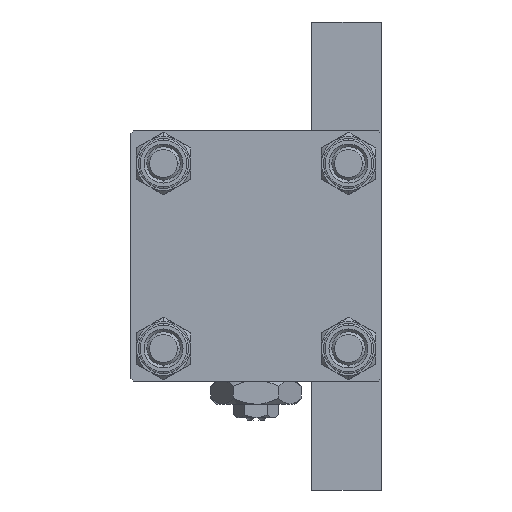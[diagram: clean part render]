
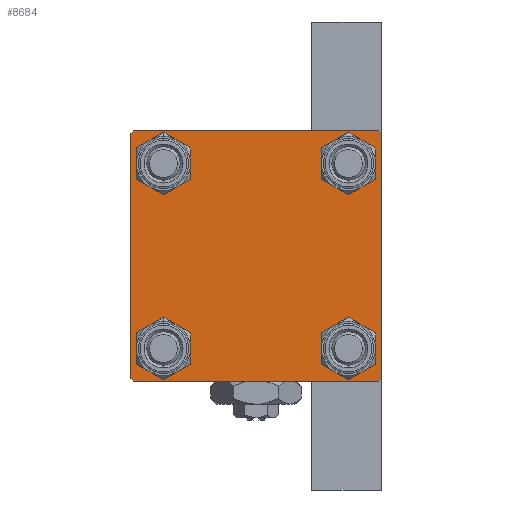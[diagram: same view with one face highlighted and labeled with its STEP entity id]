
A CAD part, left-side view. The second image highlights one B-rep face of the part: STEP entity #8684.
In plain terms, the highlighted planar face has unit normal (-1, 0, 0).
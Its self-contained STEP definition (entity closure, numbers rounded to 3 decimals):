
#124 = ORIENTED_EDGE ( 'NONE', *, *, #39538, .T. ) ;
#570 = CARTESIAN_POINT ( 'NONE',  ( 0., 22., -22.5 ) ) ;
#636 = DIRECTION ( 'NONE',  ( 0., 0., 1. ) ) ;
#1455 = EDGE_CURVE ( 'NONE', #21479, #24750, #12601, .T. ) ;
#1861 = EDGE_CURVE ( 'NONE', #46710, #43490, #22537, .T. ) ;
#2185 = AXIS2_PLACEMENT_3D ( 'NONE', #28374, #36663, #21304 ) ;
#3134 = CARTESIAN_POINT ( 'NONE',  ( 0., -16.6, 16.6 ) ) ;
#3245 = ORIENTED_EDGE ( 'NONE', *, *, #46737, .T. ) ;
#3458 = FACE_BOUND ( 'NONE', #18588, .T. ) ;
#3836 = ORIENTED_EDGE ( 'NONE', *, *, #31397, .T. ) ;
#3932 = ORIENTED_EDGE ( 'NONE', *, *, #48353, .F. ) ;
#4026 = VECTOR ( 'NONE', #27955, 1000. ) ;
#4309 = ORIENTED_EDGE ( 'NONE', *, *, #1455, .F. ) ;
#4858 = DIRECTION ( 'NONE',  ( 0., 0.707, -0.707 ) ) ;
#5159 = VERTEX_POINT ( 'NONE', #38698 ) ;
#5806 = AXIS2_PLACEMENT_3D ( 'NONE', #26849, #34634, #636 ) ;
#6656 = ORIENTED_EDGE ( 'NONE', *, *, #15702, .T. ) ;
#7083 = EDGE_CURVE ( 'NONE', #22752, #42566, #32050, .T. ) ;
#7257 = LINE ( 'NONE', #19065, #11350 ) ;
#7616 = ORIENTED_EDGE ( 'NONE', *, *, #19430, .T. ) ;
#7824 = CARTESIAN_POINT ( 'NONE',  ( 0., 16.6, -16.6 ) ) ;
#8522 = ORIENTED_EDGE ( 'NONE', *, *, #7083, .T. ) ;
#8577 = CARTESIAN_POINT ( 'NONE',  ( 0., -22.5, 22.5 ) ) ;
#8597 = VERTEX_POINT ( 'NONE', #12799 ) ;
#8684 = ADVANCED_FACE ( 'NONE', ( #36697, #13294, #28656, #3458, #29905 ), #18308, .T. ) ;
#8858 = AXIS2_PLACEMENT_3D ( 'NONE', #11001, #45709, #38179 ) ;
#10081 = VECTOR ( 'NONE', #30173, 1000. ) ;
#11001 = CARTESIAN_POINT ( 'NONE',  ( 0., -16.6, -16.6 ) ) ;
#11260 = CARTESIAN_POINT ( 'NONE',  ( 0., 0., 0. ) ) ;
#11350 = VECTOR ( 'NONE', #41736, 1000. ) ;
#11517 = AXIS2_PLACEMENT_3D ( 'NONE', #11260, #41713, #15261 ) ;
#12496 = VERTEX_POINT ( 'NONE', #16344 ) ;
#12601 = LINE ( 'NONE', #8577, #4026 ) ;
#12651 = CIRCLE ( 'NONE', #2185, 3.5 ) ;
#12799 = CARTESIAN_POINT ( 'NONE',  ( 0., 22.5, -22. ) ) ;
#13294 = FACE_BOUND ( 'NONE', #49388, .T. ) ;
#13903 = CIRCLE ( 'NONE', #15472, 3.5 ) ;
#13990 = CARTESIAN_POINT ( 'NONE',  ( 0., -22.5, -22. ) ) ;
#14449 = ORIENTED_EDGE ( 'NONE', *, *, #24258, .T. ) ;
#14475 = CIRCLE ( 'NONE', #42596, 3.5 ) ;
#15076 = VERTEX_POINT ( 'NONE', #16008 ) ;
#15261 = DIRECTION ( 'NONE',  ( 0., 0., 1. ) ) ;
#15472 = AXIS2_PLACEMENT_3D ( 'NONE', #41476, #45969, #29917 ) ;
#15702 = EDGE_CURVE ( 'NONE', #42229, #15076, #30227, .T. ) ;
#15749 = CARTESIAN_POINT ( 'NONE',  ( 0., -16.6, -20.1 ) ) ;
#16008 = CARTESIAN_POINT ( 'NONE',  ( 0., 16.6, 13.1 ) ) ;
#16137 = DIRECTION ( 'NONE',  ( 1., 0., 0. ) ) ;
#16344 = CARTESIAN_POINT ( 'NONE',  ( 0., -22., 22.5 ) ) ;
#16923 = CARTESIAN_POINT ( 'NONE',  ( 0., 22.25, 22.25 ) ) ;
#17055 = CIRCLE ( 'NONE', #5806, 3.5 ) ;
#17375 = ORIENTED_EDGE ( 'NONE', *, *, #23770, .T. ) ;
#17562 = VERTEX_POINT ( 'NONE', #570 ) ;
#18308 = PLANE ( 'NONE',  #11517 ) ;
#18322 = CARTESIAN_POINT ( 'NONE',  ( 0., 22.5, -22.5 ) ) ;
#18476 = DIRECTION ( 'NONE',  ( 1., 0., 0. ) ) ;
#18588 = EDGE_LOOP ( 'NONE', ( #6656, #124 ) ) ;
#18691 = EDGE_LOOP ( 'NONE', ( #17375, #7616, #14449, #24741, #4309, #41837, #3932, #8522 ) ) ;
#19065 = CARTESIAN_POINT ( 'NONE',  ( 0., -22.25, 22.25 ) ) ;
#19430 = EDGE_CURVE ( 'NONE', #8597, #17562, #48828, .T. ) ;
#19781 = VECTOR ( 'NONE', #33578, 1000. ) ;
#20850 = DIRECTION ( 'NONE',  ( 0., 0., 1. ) ) ;
#21190 = VERTEX_POINT ( 'NONE', #27966 ) ;
#21304 = DIRECTION ( 'NONE',  ( 0., 0., 1. ) ) ;
#21479 = VERTEX_POINT ( 'NONE', #29655 ) ;
#22537 = CIRCLE ( 'NONE', #8858, 3.5 ) ;
#22690 = VECTOR ( 'NONE', #4858, 1000. ) ;
#22752 = VERTEX_POINT ( 'NONE', #48197 ) ;
#23707 = CARTESIAN_POINT ( 'NONE',  ( 0., 16.6, 16.6 ) ) ;
#23767 = DIRECTION ( 'NONE',  ( 0., 0., -1. ) ) ;
#23770 = EDGE_CURVE ( 'NONE', #42566, #8597, #35590, .T. ) ;
#24258 = EDGE_CURVE ( 'NONE', #17562, #31094, #26140, .T. ) ;
#24550 = CARTESIAN_POINT ( 'NONE',  ( 0., -16.6, 13.1 ) ) ;
#24741 = ORIENTED_EDGE ( 'NONE', *, *, #26638, .T. ) ;
#24750 = VERTEX_POINT ( 'NONE', #13990 ) ;
#26140 = LINE ( 'NONE', #18322, #10081 ) ;
#26638 = EDGE_CURVE ( 'NONE', #31094, #24750, #48415, .T. ) ;
#26771 = VECTOR ( 'NONE', #29727, 1000. ) ;
#26849 = CARTESIAN_POINT ( 'NONE',  ( 0., -16.6, 16.6 ) ) ;
#27000 = EDGE_CURVE ( 'NONE', #21190, #42554, #41544, .T. ) ;
#27201 = DIRECTION ( 'NONE',  ( 0., 0., 1. ) ) ;
#27955 = DIRECTION ( 'NONE',  ( 0., 0., -1. ) ) ;
#27966 = CARTESIAN_POINT ( 'NONE',  ( 0., 16.6, -13.1 ) ) ;
#28374 = CARTESIAN_POINT ( 'NONE',  ( 0., -16.6, -16.6 ) ) ;
#28656 = FACE_BOUND ( 'NONE', #34844, .T. ) ;
#28978 = LINE ( 'NONE', #44056, #26771 ) ;
#29283 = EDGE_LOOP ( 'NONE', ( #3245, #3836 ) ) ;
#29479 = DIRECTION ( 'NONE',  ( 0., -0.707, -0.707 ) ) ;
#29655 = CARTESIAN_POINT ( 'NONE',  ( 0., -22.5, 22. ) ) ;
#29727 = DIRECTION ( 'NONE',  ( 0., -1., 0. ) ) ;
#29905 = FACE_OUTER_BOUND ( 'NONE', #18691, .T. ) ;
#29917 = DIRECTION ( 'NONE',  ( 0., 0., 1. ) ) ;
#30006 = DIRECTION ( 'NONE',  ( 1., 0., 0. ) ) ;
#30173 = DIRECTION ( 'NONE',  ( 0., -1., 0. ) ) ;
#30227 = CIRCLE ( 'NONE', #38262, 3.5 ) ;
#30835 = ORIENTED_EDGE ( 'NONE', *, *, #48827, .T. ) ;
#31094 = VERTEX_POINT ( 'NONE', #46426 ) ;
#31224 = VERTEX_POINT ( 'NONE', #24550 ) ;
#31397 = EDGE_CURVE ( 'NONE', #31224, #5159, #38448, .T. ) ;
#32035 = EDGE_CURVE ( 'NONE', #43490, #46710, #12651, .T. ) ;
#32050 = LINE ( 'NONE', #16923, #22690 ) ;
#33488 = CARTESIAN_POINT ( 'NONE',  ( 0., 22.25, -22.25 ) ) ;
#33578 = DIRECTION ( 'NONE',  ( 0., -0.707, 0.707 ) ) ;
#33833 = DIRECTION ( 'NONE',  ( 0., 0., 1. ) ) ;
#34634 = DIRECTION ( 'NONE',  ( 1., 0., 0. ) ) ;
#34844 = EDGE_LOOP ( 'NONE', ( #49417, #30835 ) ) ;
#35590 = LINE ( 'NONE', #39380, #47814 ) ;
#36440 = VECTOR ( 'NONE', #29479, 1000. ) ;
#36663 = DIRECTION ( 'NONE',  ( 1., 0., 0. ) ) ;
#36680 = CARTESIAN_POINT ( 'NONE',  ( 0., -16.6, -13.1 ) ) ;
#36697 = FACE_BOUND ( 'NONE', #29283, .T. ) ;
#38179 = DIRECTION ( 'NONE',  ( 0., 0., 1. ) ) ;
#38262 = AXIS2_PLACEMENT_3D ( 'NONE', #23707, #16137, #39069 ) ;
#38448 = CIRCLE ( 'NONE', #48090, 3.5 ) ;
#38698 = CARTESIAN_POINT ( 'NONE',  ( 0., -16.6, 20.1 ) ) ;
#39069 = DIRECTION ( 'NONE',  ( 0., 0., 1. ) ) ;
#39380 = CARTESIAN_POINT ( 'NONE',  ( 0., 22.5, 22.5 ) ) ;
#39538 = EDGE_CURVE ( 'NONE', #15076, #42229, #14475, .T. ) ;
#40000 = CARTESIAN_POINT ( 'NONE',  ( 0., 16.6, 16.6 ) ) ;
#40820 = CARTESIAN_POINT ( 'NONE',  ( 0., 22.5, 22. ) ) ;
#40927 = EDGE_CURVE ( 'NONE', #21479, #12496, #7257, .T. ) ;
#41376 = CARTESIAN_POINT ( 'NONE',  ( 0., 16.6, 20.1 ) ) ;
#41476 = CARTESIAN_POINT ( 'NONE',  ( 0., 16.6, -16.6 ) ) ;
#41544 = CIRCLE ( 'NONE', #47142, 3.5 ) ;
#41713 = DIRECTION ( 'NONE',  ( -1., 0., 0. ) ) ;
#41736 = DIRECTION ( 'NONE',  ( 0., 0.707, 0.707 ) ) ;
#41837 = ORIENTED_EDGE ( 'NONE', *, *, #40927, .T. ) ;
#42229 = VERTEX_POINT ( 'NONE', #41376 ) ;
#42554 = VERTEX_POINT ( 'NONE', #44084 ) ;
#42566 = VERTEX_POINT ( 'NONE', #40820 ) ;
#42596 = AXIS2_PLACEMENT_3D ( 'NONE', #40000, #47532, #20850 ) ;
#43490 = VERTEX_POINT ( 'NONE', #36680 ) ;
#44056 = CARTESIAN_POINT ( 'NONE',  ( 0., 22.5, 22.5 ) ) ;
#44084 = CARTESIAN_POINT ( 'NONE',  ( 0., 16.6, -20.1 ) ) ;
#44646 = CARTESIAN_POINT ( 'NONE',  ( 0., -22.25, -22.25 ) ) ;
#45396 = ORIENTED_EDGE ( 'NONE', *, *, #32035, .T. ) ;
#45709 = DIRECTION ( 'NONE',  ( 1., 0., 0. ) ) ;
#45969 = DIRECTION ( 'NONE',  ( 1., 0., 0. ) ) ;
#46426 = CARTESIAN_POINT ( 'NONE',  ( 0., -22., -22.5 ) ) ;
#46710 = VERTEX_POINT ( 'NONE', #15749 ) ;
#46737 = EDGE_CURVE ( 'NONE', #5159, #31224, #17055, .T. ) ;
#47142 = AXIS2_PLACEMENT_3D ( 'NONE', #7824, #30006, #27201 ) ;
#47532 = DIRECTION ( 'NONE',  ( 1., 0., 0. ) ) ;
#47814 = VECTOR ( 'NONE', #23767, 1000. ) ;
#48090 = AXIS2_PLACEMENT_3D ( 'NONE', #3134, #18476, #33833 ) ;
#48197 = CARTESIAN_POINT ( 'NONE',  ( 0., 22., 22.5 ) ) ;
#48353 = EDGE_CURVE ( 'NONE', #22752, #12496, #28978, .T. ) ;
#48415 = LINE ( 'NONE', #44646, #19781 ) ;
#48827 = EDGE_CURVE ( 'NONE', #42554, #21190, #13903, .T. ) ;
#48828 = LINE ( 'NONE', #33488, #36440 ) ;
#49121 = ORIENTED_EDGE ( 'NONE', *, *, #1861, .T. ) ;
#49388 = EDGE_LOOP ( 'NONE', ( #45396, #49121 ) ) ;
#49417 = ORIENTED_EDGE ( 'NONE', *, *, #27000, .T. ) ;
